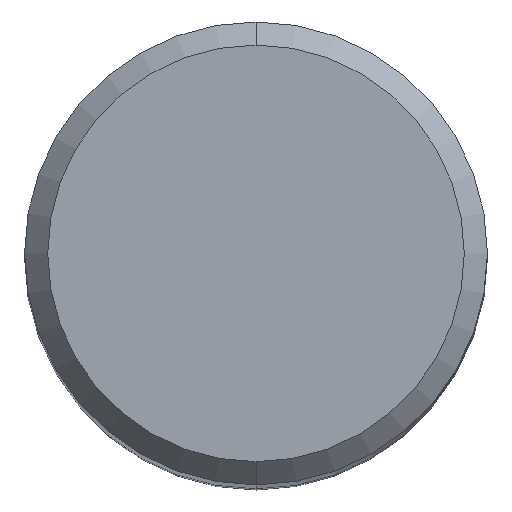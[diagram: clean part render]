
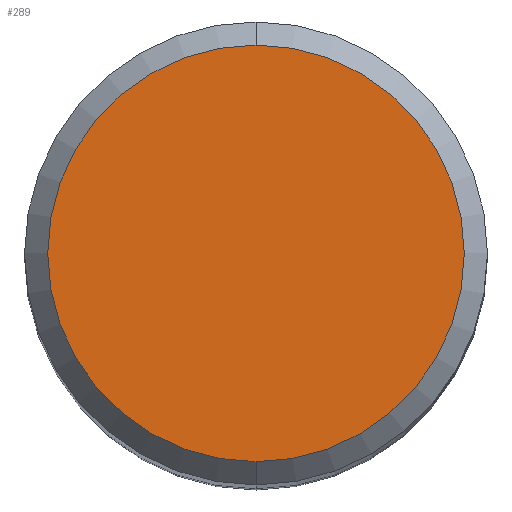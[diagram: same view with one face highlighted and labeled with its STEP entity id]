
A CAD part, top view. The second image highlights one B-rep face of the part: STEP entity #289.
In plain terms, the highlighted planar face has unit normal (0, 0, 1).
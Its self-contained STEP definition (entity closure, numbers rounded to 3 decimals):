
#225=VERTEX_POINT('',#536);
#289=ADVANCED_FACE('',(#607),#608,.T.);
#327=EDGE_CURVE('',#445,#225,#648,.T.);
#395=EDGE_CURVE('',#225,#445,#723,.T.);
#445=VERTEX_POINT('',#779);
#536=CARTESIAN_POINT('',(0.0,5.4,0.0));
#607=FACE_OUTER_BOUND('',#1070,.T.);
#608=PLANE('',#1071);
#648=CIRCLE('',#1202,5.4);
#723=CIRCLE('',#1378,5.4);
#779=CARTESIAN_POINT('',(0.,-5.4,0.0));
#1070=EDGE_LOOP('',(#1645,#1646));
#1071=AXIS2_PLACEMENT_3D('',#1647,#1648,#1649);
#1202=AXIS2_PLACEMENT_3D('',#1682,#1683,#1684);
#1378=AXIS2_PLACEMENT_3D('',#1768,#1769,#1770);
#1645=ORIENTED_EDGE('',*,*,#395,.F.);
#1646=ORIENTED_EDGE('',*,*,#327,.F.);
#1647=CARTESIAN_POINT('',(0.0,2.7,0.0));
#1648=DIRECTION('',(-0.0,0.0,1.0));
#1649=DIRECTION('',(0.0,-1.0,0.0));
#1682=CARTESIAN_POINT('',(0.0,0.0,0.0));
#1683=DIRECTION('',(0.0,0.0,-1.0));
#1684=DIRECTION('',(0.0,1.0,0.0));
#1768=CARTESIAN_POINT('',(0.0,0.0,0.0));
#1769=DIRECTION('',(0.0,0.0,-1.0));
#1770=DIRECTION('',(0.0,1.0,0.0));
